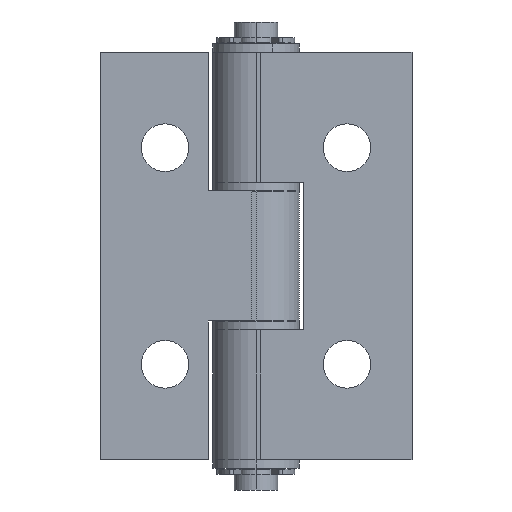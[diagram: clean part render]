
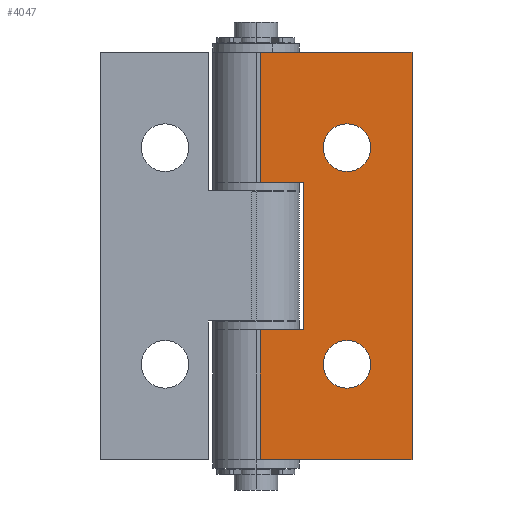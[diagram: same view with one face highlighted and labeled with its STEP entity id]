
A CAD part, front view. The second image highlights one B-rep face of the part: STEP entity #4047.
In plain terms, the highlighted planar face has unit normal (0, -1, 0).
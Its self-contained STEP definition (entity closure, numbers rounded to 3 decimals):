
#79 = VECTOR ( 'NONE', #772, 1000. ) ;
#119 = PLANE ( 'NONE',  #1542 ) ;
#158 = EDGE_CURVE ( 'NONE', #2434, #2030, #2607, .T. ) ;
#174 = VECTOR ( 'NONE', #3876, 1000. ) ;
#205 = CARTESIAN_POINT ( 'NONE',  ( 0.5, -5.6, 23.5 ) ) ;
#286 = DIRECTION ( 'NONE',  ( -1., 0., 0. ) ) ;
#326 = VERTEX_POINT ( 'NONE', #4148 ) ;
#371 = CARTESIAN_POINT ( 'NONE',  ( 7.75, -5.6, 12.5 ) ) ;
#532 = CARTESIAN_POINT ( 'NONE',  ( 5.5, -5.6, -8.5 ) ) ;
#641 = CARTESIAN_POINT ( 'NONE',  ( 0.5, -5.6, 8.5 ) ) ;
#663 = VECTOR ( 'NONE', #915, 1000. ) ;
#769 = CARTESIAN_POINT ( 'NONE',  ( 0.5, -5.6, 23.5 ) ) ;
#772 = DIRECTION ( 'NONE',  ( 0., 0., -1. ) ) ;
#793 = VERTEX_POINT ( 'NONE', #532 ) ;
#915 = DIRECTION ( 'NONE',  ( 1., 0., 0. ) ) ;
#961 = VERTEX_POINT ( 'NONE', #2148 ) ;
#969 = AXIS2_PLACEMENT_3D ( 'NONE', #3427, #1474, #3748 ) ;
#991 = EDGE_LOOP ( 'NONE', ( #2592, #2337 ) ) ;
#1021 = AXIS2_PLACEMENT_3D ( 'NONE', #1159, #3445, #1491 ) ;
#1088 = LINE ( 'NONE', #3056, #79 ) ;
#1131 = VECTOR ( 'NONE', #2459, 1000. ) ;
#1132 = DIRECTION ( 'NONE',  ( 0., 1., 0. ) ) ;
#1159 = CARTESIAN_POINT ( 'NONE',  ( 10.5, -5.6, 12.5 ) ) ;
#1184 = CARTESIAN_POINT ( 'NONE',  ( 0.5, -5.6, -23.5 ) ) ;
#1187 = LINE ( 'NONE', #3659, #1967 ) ;
#1239 = LINE ( 'NONE', #1791, #1131 ) ;
#1374 = DIRECTION ( 'NONE',  ( 0., 1., 0. ) ) ;
#1469 = VERTEX_POINT ( 'NONE', #2987 ) ;
#1474 = DIRECTION ( 'NONE',  ( 0., -1., 0. ) ) ;
#1491 = DIRECTION ( 'NONE',  ( -1., 0., 0. ) ) ;
#1520 = EDGE_CURVE ( 'NONE', #793, #2434, #1187, .T. ) ;
#1528 = VERTEX_POINT ( 'NONE', #3347 ) ;
#1542 = AXIS2_PLACEMENT_3D ( 'NONE', #2108, #1132, #3417 ) ;
#1676 = VERTEX_POINT ( 'NONE', #769 ) ;
#1706 = AXIS2_PLACEMENT_3D ( 'NONE', #4204, #2269, #286 ) ;
#1791 = CARTESIAN_POINT ( 'NONE',  ( 0.5, -5.6, 23.5 ) ) ;
#1871 = EDGE_CURVE ( 'NONE', #961, #2747, #3728, .T. ) ;
#1895 = EDGE_CURVE ( 'NONE', #1676, #1528, #1239, .T. ) ;
#1967 = VECTOR ( 'NONE', #2677, 1000. ) ;
#2030 = VERTEX_POINT ( 'NONE', #1184 ) ;
#2079 = VERTEX_POINT ( 'NONE', #2830 ) ;
#2108 = CARTESIAN_POINT ( 'NONE',  ( 0.5, -5.6, 23.5 ) ) ;
#2148 = CARTESIAN_POINT ( 'NONE',  ( 13.25, -5.6, -12.5 ) ) ;
#2211 = CARTESIAN_POINT ( 'NONE',  ( 0.5, -5.6, 23.5 ) ) ;
#2263 = LINE ( 'NONE', #2284, #3770 ) ;
#2264 = EDGE_CURVE ( 'NONE', #3807, #793, #2817, .T. ) ;
#2269 = DIRECTION ( 'NONE',  ( 0., -1., 0. ) ) ;
#2284 = CARTESIAN_POINT ( 'NONE',  ( 0.5, -5.6, -23.5 ) ) ;
#2290 = AXIS2_PLACEMENT_3D ( 'NONE', #3334, #1374, #3656 ) ;
#2299 = DIRECTION ( 'NONE',  ( 1., 0., 0. ) ) ;
#2310 = EDGE_CURVE ( 'NONE', #326, #1469, #1088, .T. ) ;
#2337 = ORIENTED_EDGE ( 'NONE', *, *, #1871, .F. ) ;
#2359 = CIRCLE ( 'NONE', #1706, 2.75 ) ;
#2399 = VECTOR ( 'NONE', #3923, 1000. ) ;
#2434 = VERTEX_POINT ( 'NONE', #4061 ) ;
#2459 = DIRECTION ( 'NONE',  ( 0., 0., -1. ) ) ;
#2592 = ORIENTED_EDGE ( 'NONE', *, *, #3400, .F. ) ;
#2607 = LINE ( 'NONE', #205, #2399 ) ;
#2675 = CARTESIAN_POINT ( 'NONE',  ( 5.5, -5.6, 8.5 ) ) ;
#2677 = DIRECTION ( 'NONE',  ( -1., 0., 0. ) ) ;
#2693 = ORIENTED_EDGE ( 'NONE', *, *, #3044, .F. ) ;
#2747 = VERTEX_POINT ( 'NONE', #2888 ) ;
#2786 = ORIENTED_EDGE ( 'NONE', *, *, #1520, .T. ) ;
#2817 = LINE ( 'NONE', #3218, #174 ) ;
#2830 = CARTESIAN_POINT ( 'NONE',  ( 13.25, -5.6, 12.5 ) ) ;
#2847 = EDGE_CURVE ( 'NONE', #3660, #2079, #3116, .T. ) ;
#2888 = CARTESIAN_POINT ( 'NONE',  ( 7.75, -5.6, -12.5 ) ) ;
#2893 = ORIENTED_EDGE ( 'NONE', *, *, #2310, .F. ) ;
#2936 = DIRECTION ( 'NONE',  ( 1., 0., 0. ) ) ;
#2987 = CARTESIAN_POINT ( 'NONE',  ( 18., -5.6, -23.5 ) ) ;
#2994 = ORIENTED_EDGE ( 'NONE', *, *, #2264, .T. ) ;
#3044 = EDGE_CURVE ( 'NONE', #1676, #326, #4232, .T. ) ;
#3056 = CARTESIAN_POINT ( 'NONE',  ( 18., -5.6, 23.5 ) ) ;
#3083 = ORIENTED_EDGE ( 'NONE', *, *, #3479, .T. ) ;
#3109 = FACE_BOUND ( 'NONE', #991, .T. ) ;
#3111 = LINE ( 'NONE', #641, #3877 ) ;
#3116 = CIRCLE ( 'NONE', #1021, 2.75 ) ;
#3218 = CARTESIAN_POINT ( 'NONE',  ( 5.5, -5.6, 23.5 ) ) ;
#3247 = ORIENTED_EDGE ( 'NONE', *, *, #158, .T. ) ;
#3330 = FACE_OUTER_BOUND ( 'NONE', #3508, .T. ) ;
#3334 = CARTESIAN_POINT ( 'NONE',  ( 10.5, -5.6, 12.5 ) ) ;
#3347 = CARTESIAN_POINT ( 'NONE',  ( 0.5, -5.6, 8.5 ) ) ;
#3400 = EDGE_CURVE ( 'NONE', #2747, #961, #2359, .T. ) ;
#3417 = DIRECTION ( 'NONE',  ( 0., 0., 1. ) ) ;
#3423 = EDGE_CURVE ( 'NONE', #1528, #3807, #3111, .T. ) ;
#3427 = CARTESIAN_POINT ( 'NONE',  ( 10.5, -5.6, -12.5 ) ) ;
#3445 = DIRECTION ( 'NONE',  ( 0., 1., 0. ) ) ;
#3448 = ORIENTED_EDGE ( 'NONE', *, *, #1895, .T. ) ;
#3479 = EDGE_CURVE ( 'NONE', #2030, #1469, #2263, .T. ) ;
#3508 = EDGE_LOOP ( 'NONE', ( #3448, #4201, #2994, #2786, #3247, #3083, #2893, #2693 ) ) ;
#3560 = ORIENTED_EDGE ( 'NONE', *, *, #2847, .T. ) ;
#3656 = DIRECTION ( 'NONE',  ( -1., 0., 0. ) ) ;
#3659 = CARTESIAN_POINT ( 'NONE',  ( 0.5, -5.6, -8.5 ) ) ;
#3660 = VERTEX_POINT ( 'NONE', #371 ) ;
#3665 = EDGE_LOOP ( 'NONE', ( #3560, #3851 ) ) ;
#3722 = CIRCLE ( 'NONE', #2290, 2.75 ) ;
#3728 = CIRCLE ( 'NONE', #969, 2.75 ) ;
#3748 = DIRECTION ( 'NONE',  ( -1., 0., 0. ) ) ;
#3770 = VECTOR ( 'NONE', #2299, 1000. ) ;
#3800 = EDGE_CURVE ( 'NONE', #2079, #3660, #3722, .T. ) ;
#3807 = VERTEX_POINT ( 'NONE', #2675 ) ;
#3851 = ORIENTED_EDGE ( 'NONE', *, *, #3800, .T. ) ;
#3876 = DIRECTION ( 'NONE',  ( 0., 0., -1. ) ) ;
#3877 = VECTOR ( 'NONE', #2936, 1000. ) ;
#3923 = DIRECTION ( 'NONE',  ( 0., 0., -1. ) ) ;
#3977 = FACE_BOUND ( 'NONE', #3665, .T. ) ;
#4047 = ADVANCED_FACE ( 'NONE', ( #3977, #3330, #3109 ), #119, .F. ) ;
#4061 = CARTESIAN_POINT ( 'NONE',  ( 0.5, -5.6, -8.5 ) ) ;
#4148 = CARTESIAN_POINT ( 'NONE',  ( 18., -5.6, 23.5 ) ) ;
#4201 = ORIENTED_EDGE ( 'NONE', *, *, #3423, .T. ) ;
#4204 = CARTESIAN_POINT ( 'NONE',  ( 10.5, -5.6, -12.5 ) ) ;
#4232 = LINE ( 'NONE', #2211, #663 ) ;
